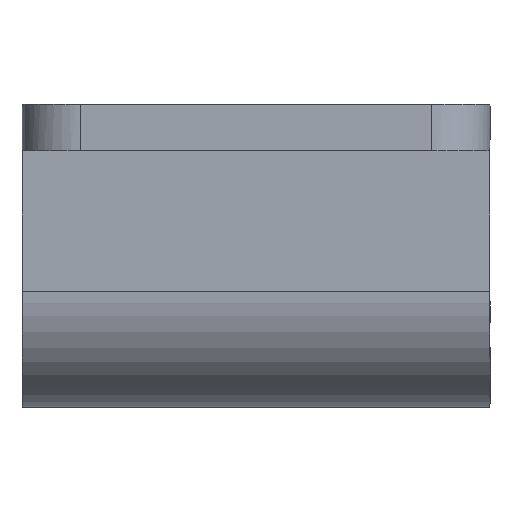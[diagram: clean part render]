
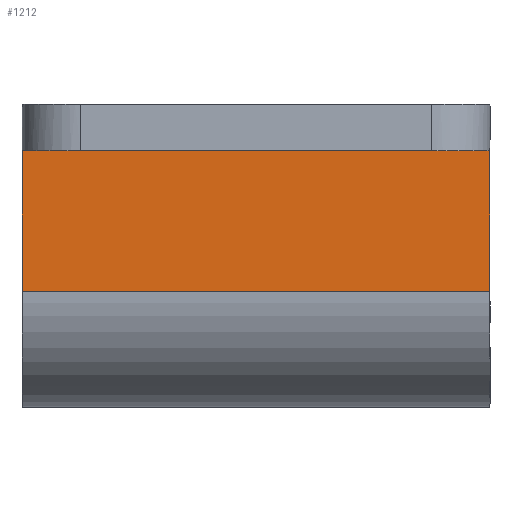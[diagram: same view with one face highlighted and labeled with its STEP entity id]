
A CAD part, front view. The second image highlights one B-rep face of the part: STEP entity #1212.
In plain terms, the highlighted free-form (B-spline) face has degree [1, 1] with [2, 2] control points.
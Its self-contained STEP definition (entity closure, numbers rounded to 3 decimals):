
#985=CARTESIAN_POINT('',(-10.0,58.,-2.0));
#986=VERTEX_POINT('',#985);
#1038=CARTESIAN_POINT('',(-10.0,58.,-7.999));
#1039=VERTEX_POINT('',#1038);
#1055=CARTESIAN_POINT('',(-10.0,58.,-2.0));
#1056=CARTESIAN_POINT('',(-10.0,58.,-7.999));
#1057=QUASI_UNIFORM_CURVE('',1,(#1055,#1056),.UNSPECIFIED.,.F.,.U.);
#1058=EDGE_CURVE('',#986,#1039,#1057,.T.);
#1076=CARTESIAN_POINT('',(10.0,58.,-2.0));
#1077=VERTEX_POINT('',#1076);
#1083=CARTESIAN_POINT('',(10.0,58.,-7.999));
#1084=VERTEX_POINT('',#1083);
#1085=CARTESIAN_POINT('',(10.0,58.,-2.0));
#1086=CARTESIAN_POINT('',(10.0,58.,-7.999));
#1087=QUASI_UNIFORM_CURVE('',1,(#1085,#1086),.UNSPECIFIED.,.F.,.U.);
#1088=EDGE_CURVE('',#1077,#1084,#1087,.T.);
#1189=CARTESIAN_POINT('',(10.0,58.,-7.999));
#1190=CARTESIAN_POINT('',(-10.0,58.,-7.999));
#1191=QUASI_UNIFORM_CURVE('',1,(#1189,#1190),.UNSPECIFIED.,.F.,.U.);
#1192=EDGE_CURVE('',#1084,#1039,#1191,.T.);
#1197=CARTESIAN_POINT('',(-10.999,58.,-8.299));
#1198=CARTESIAN_POINT('',(-10.999,58.,-1.7));
#1199=CARTESIAN_POINT('',(10.999,58.,-8.299));
#1200=CARTESIAN_POINT('',(10.999,58.,-1.7));
#1201=B_SPLINE_SURFACE_WITH_KNOTS('',1,1,((#1197,#1199),(#1198,#1200)),.UNSPECIFIED.,.F.,.F.,.U.,(2,2),(2,2),(0.0,6.599),(0.0,21.998),.UNSPECIFIED.);
#1202=ORIENTED_EDGE('',*,*,#1058,.T.);
#1203=ORIENTED_EDGE('',*,*,#1192,.F.);
#1204=ORIENTED_EDGE('',*,*,#1088,.F.);
#1205=CARTESIAN_POINT('',(10.0,58.,-2.0));
#1206=CARTESIAN_POINT('',(-10.0,58.,-2.0));
#1207=QUASI_UNIFORM_CURVE('',1,(#1205,#1206),.UNSPECIFIED.,.F.,.U.);
#1208=EDGE_CURVE('',#1077,#986,#1207,.T.);
#1209=ORIENTED_EDGE('',*,*,#1208,.T.);
#1210=EDGE_LOOP('',(#1202,#1203,#1204,#1209));
#1211=FACE_OUTER_BOUND('',#1210,.T.);
#1212=ADVANCED_FACE('',(#1211),#1201,.F.);
